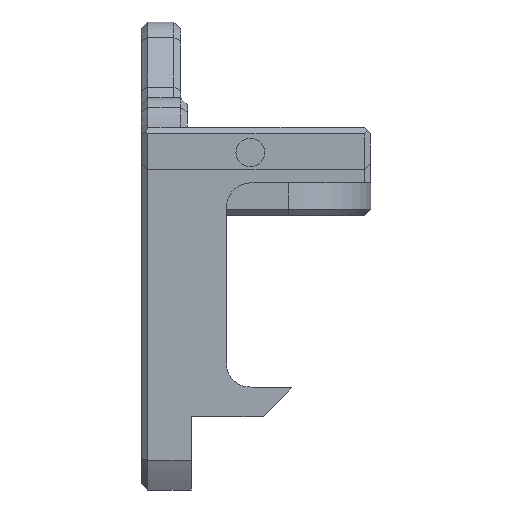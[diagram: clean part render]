
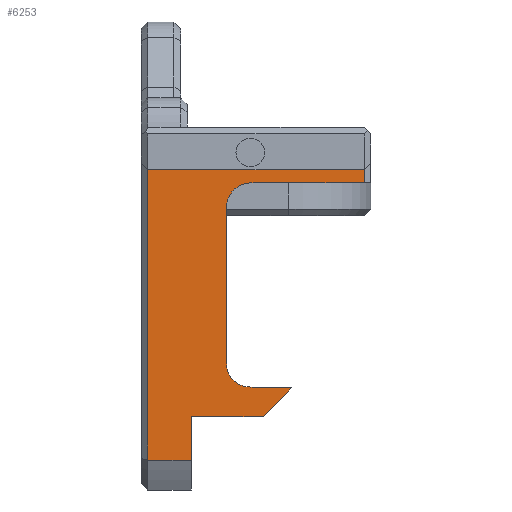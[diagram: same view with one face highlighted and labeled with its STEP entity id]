
A CAD part, front view. The second image highlights one B-rep face of the part: STEP entity #6253.
In plain terms, the highlighted planar face has unit normal (0, -1, 0).
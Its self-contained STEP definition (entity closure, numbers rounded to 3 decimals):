
#271=B_SPLINE_CURVE_WITH_KNOTS('',3,(#11174,#11175,#11176,#11177,#11178,
#11179,#11180),.UNSPECIFIED.,.F.,.F.,(4,3,4),(0.184,1.136,
1.571),.UNSPECIFIED.);
#439=PLANE('',#6642);
#790=FACE_OUTER_BOUND('',#1171,.T.);
#1171=EDGE_LOOP('',(#5643,#5644,#5645,#5646,#5647,#5648,#5649,#5650,#5651,
#5652,#5653,#5654,#5655,#5656,#5657,#5658));
#1285=LINE('',#8309,#1917);
#1375=LINE('',#8886,#2007);
#1794=LINE('',#11148,#2426);
#1799=LINE('',#11156,#2431);
#1800=LINE('',#11158,#2432);
#1801=LINE('',#11160,#2433);
#1802=LINE('',#11162,#2434);
#1803=LINE('',#11164,#2435);
#1804=LINE('',#11170,#2436);
#1805=LINE('',#11182,#2437);
#1806=LINE('',#11183,#2438);
#1807=LINE('',#11184,#2439);
#1917=VECTOR('',#6847,10.);
#2007=VECTOR('',#7133,10.);
#2426=VECTOR('',#7884,10.);
#2431=VECTOR('',#7895,10.);
#2432=VECTOR('',#7896,10.);
#2433=VECTOR('',#7897,10.);
#2434=VECTOR('',#7898,10.);
#2435=VECTOR('',#7899,10.);
#2436=VECTOR('',#7904,10.);
#2437=VECTOR('',#7907,10.);
#2438=VECTOR('',#7908,10.);
#2439=VECTOR('',#7909,10.);
#2606=CIRCLE('',#6643,3.25);
#2607=CIRCLE('',#6644,3.5);
#2608=CIRCLE('',#6645,3.5);
#2687=VERTEX_POINT('',#8302);
#2689=VERTEX_POINT('',#8308);
#2793=VERTEX_POINT('',#8883);
#2794=VERTEX_POINT('',#8885);
#3184=VERTEX_POINT('',#11146);
#3185=VERTEX_POINT('',#11147);
#3186=VERTEX_POINT('',#11157);
#3187=VERTEX_POINT('',#11159);
#3188=VERTEX_POINT('',#11161);
#3189=VERTEX_POINT('',#11163);
#3190=VERTEX_POINT('',#11165);
#3191=VERTEX_POINT('',#11167);
#3192=VERTEX_POINT('',#11169);
#3193=VERTEX_POINT('',#11171);
#3194=VERTEX_POINT('',#11173);
#3195=VERTEX_POINT('',#11181);
#3289=EDGE_CURVE('',#2689,#2687,#1285,.T.);
#3448=EDGE_CURVE('',#2794,#2793,#1375,.T.);
#4024=EDGE_CURVE('',#3184,#3185,#1794,.T.);
#4029=EDGE_CURVE('',#2689,#2794,#1799,.T.);
#4030=EDGE_CURVE('',#2793,#3186,#1800,.T.);
#4031=EDGE_CURVE('',#3187,#3186,#1801,.T.);
#4032=EDGE_CURVE('',#3188,#3187,#1802,.T.);
#4033=EDGE_CURVE('',#3189,#3188,#1803,.T.);
#4034=EDGE_CURVE('',#3190,#3189,#2606,.T.);
#4035=EDGE_CURVE('',#3190,#3191,#2607,.T.);
#4036=EDGE_CURVE('',#3191,#3192,#1804,.T.);
#4037=EDGE_CURVE('',#3192,#3193,#2608,.T.);
#4038=EDGE_CURVE('',#3193,#3194,#271,.T.);
#4039=EDGE_CURVE('',#3194,#3195,#1805,.T.);
#4040=EDGE_CURVE('',#3195,#3185,#1806,.T.);
#4041=EDGE_CURVE('',#3184,#2687,#1807,.T.);
#5643=ORIENTED_EDGE('',*,*,#3289,.F.);
#5644=ORIENTED_EDGE('',*,*,#4029,.T.);
#5645=ORIENTED_EDGE('',*,*,#3448,.T.);
#5646=ORIENTED_EDGE('',*,*,#4030,.T.);
#5647=ORIENTED_EDGE('',*,*,#4031,.F.);
#5648=ORIENTED_EDGE('',*,*,#4032,.F.);
#5649=ORIENTED_EDGE('',*,*,#4033,.F.);
#5650=ORIENTED_EDGE('',*,*,#4034,.F.);
#5651=ORIENTED_EDGE('',*,*,#4035,.T.);
#5652=ORIENTED_EDGE('',*,*,#4036,.T.);
#5653=ORIENTED_EDGE('',*,*,#4037,.T.);
#5654=ORIENTED_EDGE('',*,*,#4038,.T.);
#5655=ORIENTED_EDGE('',*,*,#4039,.T.);
#5656=ORIENTED_EDGE('',*,*,#4040,.T.);
#5657=ORIENTED_EDGE('',*,*,#4024,.F.);
#5658=ORIENTED_EDGE('',*,*,#4041,.T.);
#6253=ADVANCED_FACE('',(#790),#439,.F.);
#6642=AXIS2_PLACEMENT_3D('',#11155,#7893,#7894);
#6643=AXIS2_PLACEMENT_3D('',#11166,#7900,#7901);
#6644=AXIS2_PLACEMENT_3D('',#11168,#7902,#7903);
#6645=AXIS2_PLACEMENT_3D('',#11172,#7905,#7906);
#6847=DIRECTION('',(0.,0.,1.));
#7133=DIRECTION('',(0.,0.,1.));
#7884=DIRECTION('',(0.,0.,-1.));
#7893=DIRECTION('center_axis',(0.,1.,0.));
#7894=DIRECTION('ref_axis',(0.,0.,
1.));
#7895=DIRECTION('',(1.,0.,0.));
#7896=DIRECTION('',(1.,0.,0.));
#7897=DIRECTION('',(-0.707,0.,-0.707));
#7898=DIRECTION('',(0.,0.,-1.));
#7899=DIRECTION('',(1.,0.,0.));
#7900=DIRECTION('center_axis',(0.,-1.,0.));
#7901=DIRECTION('ref_axis',(1.,0.,0.));
#7902=DIRECTION('center_axis',(0.,1.,0.));
#7903=DIRECTION('ref_axis',(1.,0.,0.));
#7904=DIRECTION('',(0.,0.,1.));
#7905=DIRECTION('center_axis',(0.,1.,0.));
#7906=DIRECTION('ref_axis',(-1.,0.,0.));
#7907=DIRECTION('',(1.,0.,0.));
#7908=DIRECTION('',(1.,0.,0.));
#7909=DIRECTION('',(-1.,0.,0.));
#8302=CARTESIAN_POINT('',(-49.914,103.847,24.373));
#8308=CARTESIAN_POINT('',(-49.914,103.847,-19.715));
#8309=CARTESIAN_POINT('',(-49.914,103.847,34.094));
#8883=CARTESIAN_POINT('',(-43.283,103.847,-13.122));
#8885=CARTESIAN_POINT('',(-43.283,103.847,-19.715));
#8886=CARTESIAN_POINT('',(-43.283,103.847,2.095));
#11146=CARTESIAN_POINT('',(-17.,103.847,24.373));
#11147=CARTESIAN_POINT('',(-17.,103.847,22.365));
#11148=CARTESIAN_POINT('',(-17.,103.847,29.8));
#11155=CARTESIAN_POINT('Origin',(-46.079,103.847,29.8));
#11156=CARTESIAN_POINT('',(-43.033,103.847,-19.715));
#11157=CARTESIAN_POINT('',(-32.354,103.847,-13.122));
#11158=CARTESIAN_POINT('',(-44.556,103.847,-13.122));
#11159=CARTESIAN_POINT('',(-28.,103.847,-8.768));
#11160=CARTESIAN_POINT('',(-23.966,103.847,-4.735));
#11161=CARTESIAN_POINT('',(-28.,103.847,-8.635));
#11162=CARTESIAN_POINT('',(-28.,103.847,29.8));
#11163=CARTESIAN_POINT('',(-34.22,103.847,-8.635));
#11164=CARTESIAN_POINT('',(-40.149,103.847,-8.635));
#11165=CARTESIAN_POINT('',(-34.601,103.847,-8.613));
#11166=CARTESIAN_POINT('Origin',(-34.22,103.847,-5.385));
#11167=CARTESIAN_POINT('',(-37.931,103.847,-5.117));
#11168=CARTESIAN_POINT('Origin',(-34.431,103.847,-5.117));
#11169=CARTESIAN_POINT('',(-37.931,103.847,18.883));
#11170=CARTESIAN_POINT('',(-37.931,103.847,24.342));
#11171=CARTESIAN_POINT('',(-37.906,103.847,19.303));
#11172=CARTESIAN_POINT('Origin',(-34.431,103.847,18.883));
#11173=CARTESIAN_POINT('',(-34.22,103.847,22.365));
#11174=CARTESIAN_POINT('Ctrl Pts',(-37.906,103.847,19.303));
#11175=CARTESIAN_POINT('Ctrl Pts',(-37.687,103.847,20.471));
#11176=CARTESIAN_POINT('Ctrl Pts',(-36.878,103.847,21.515));
#11177=CARTESIAN_POINT('Ctrl Pts',(-35.8,103.847,22.016));
#11178=CARTESIAN_POINT('Ctrl Pts',(-35.307,103.847,22.245));
#11179=CARTESIAN_POINT('Ctrl Pts',(-34.763,103.847,22.365));
#11180=CARTESIAN_POINT('Ctrl Pts',(-34.22,103.847,22.365));
#11181=CARTESIAN_POINT('',(-28.5,103.847,22.365));
#11182=CARTESIAN_POINT('',(-37.29,103.847,22.365));
#11183=CARTESIAN_POINT('',(-37.29,103.847,22.365));
#11184=CARTESIAN_POINT('',(-44.261,103.847,24.373));
